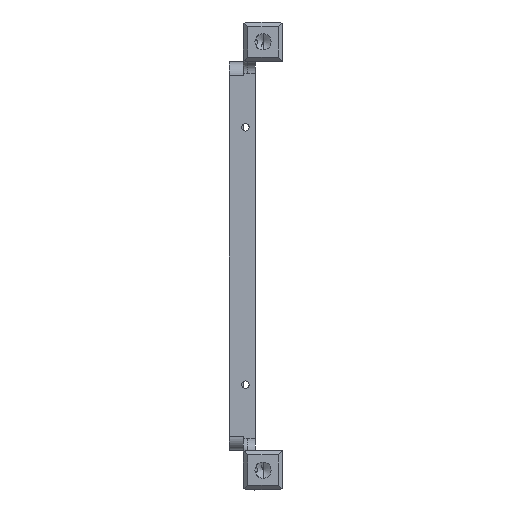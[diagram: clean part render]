
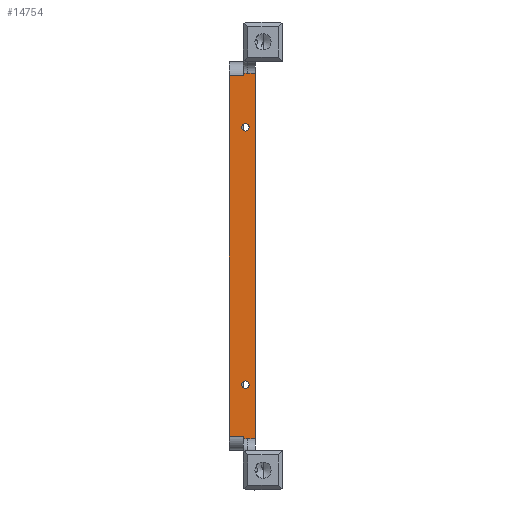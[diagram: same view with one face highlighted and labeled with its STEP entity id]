
A CAD part, front view. The second image highlights one B-rep face of the part: STEP entity #14754.
In plain terms, the highlighted planar face has unit normal (0, -1, 0).
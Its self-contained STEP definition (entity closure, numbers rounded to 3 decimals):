
#197 = FACE_BOUND ( 'NONE', #29502, .T. ) ;
#337 = DIRECTION ( 'NONE',  ( 0., 0., -1. ) ) ;
#575 = LINE ( 'NONE', #8732, #5870 ) ;
#964 = EDGE_CURVE ( 'NONE', #3117, #31015, #9161, .T. ) ;
#1415 = DIRECTION ( 'NONE',  ( 1., 0., 0. ) ) ;
#1439 = CARTESIAN_POINT ( 'NONE',  ( 2.6, -78.6, -39. ) ) ;
#1525 = DIRECTION ( 'NONE',  ( 0., -1., 0. ) ) ;
#2100 = VECTOR ( 'NONE', #24712, 1000. ) ;
#2173 = AXIS2_PLACEMENT_3D ( 'NONE', #8679, #11065, #21605 ) ;
#2482 = ORIENTED_EDGE ( 'NONE', *, *, #33528, .F. ) ;
#2626 = CARTESIAN_POINT ( 'NONE',  ( 0., -78.6, 39.146 ) ) ;
#2822 = LINE ( 'NONE', #30892, #11472 ) ;
#2889 = ORIENTED_EDGE ( 'NONE', *, *, #3431, .T. ) ;
#3117 = VERTEX_POINT ( 'NONE', #22649 ) ;
#3179 = AXIS2_PLACEMENT_3D ( 'NONE', #27887, #6951, #30922 ) ;
#3240 = CARTESIAN_POINT ( 'NONE',  ( 2.6, -78.6, 0. ) ) ;
#3294 = DIRECTION ( 'NONE',  ( 0., 0., -1. ) ) ;
#3415 = FACE_BOUND ( 'NONE', #5190, .T. ) ;
#3431 = EDGE_CURVE ( 'NONE', #25158, #20295, #28724, .T. ) ;
#4078 = VERTEX_POINT ( 'NONE', #16880 ) ;
#4190 = LINE ( 'NONE', #19497, #23573 ) ;
#4471 = CIRCLE ( 'NONE', #23493, 0.8 ) ;
#4775 = ORIENTED_EDGE ( 'NONE', *, *, #26723, .T. ) ;
#5190 = EDGE_LOOP ( 'NONE', ( #21842, #22806 ) ) ;
#5313 = VERTEX_POINT ( 'NONE', #15883 ) ;
#5870 = VECTOR ( 'NONE', #3294, 1000. ) ;
#6141 = DIRECTION ( 'NONE',  ( 0., 0., 1. ) ) ;
#6431 = EDGE_CURVE ( 'NONE', #13450, #18112, #15819, .T. ) ;
#6705 = CARTESIAN_POINT ( 'NONE',  ( -3., -78.6, -38.5 ) ) ;
#6913 = DIRECTION ( 'NONE',  ( 1., 0., 0. ) ) ;
#6951 = DIRECTION ( 'NONE',  ( 0., -1., 0. ) ) ;
#7005 = ORIENTED_EDGE ( 'NONE', *, *, #9580, .T. ) ;
#7451 = CARTESIAN_POINT ( 'NONE',  ( 0., -78.6, -39.146 ) ) ;
#7569 = ORIENTED_EDGE ( 'NONE', *, *, #6431, .T. ) ;
#7585 = DIRECTION ( 'NONE',  ( 0., 0., -1. ) ) ;
#7885 = DIRECTION ( 'NONE',  ( -1., 0., 0. ) ) ;
#8289 = DIRECTION ( 'NONE',  ( 0., 1., 0. ) ) ;
#8679 = CARTESIAN_POINT ( 'NONE',  ( 0.5, -78.6, 27.5 ) ) ;
#8732 = CARTESIAN_POINT ( 'NONE',  ( 2.6, -78.6, 0. ) ) ;
#8945 = VERTEX_POINT ( 'NONE', #21643 ) ;
#9151 = VERTEX_POINT ( 'NONE', #19966 ) ;
#9161 = CIRCLE ( 'NONE', #3179, 0.8 ) ;
#9162 = ORIENTED_EDGE ( 'NONE', *, *, #19141, .F. ) ;
#9261 = AXIS2_PLACEMENT_3D ( 'NONE', #18493, #8289, #28880 ) ;
#9398 = LINE ( 'NONE', #29989, #2100 ) ;
#9580 = EDGE_CURVE ( 'NONE', #26735, #5313, #9398, .T. ) ;
#10333 = CARTESIAN_POINT ( 'NONE',  ( 0.5, -78.6, -27.5 ) ) ;
#10419 = VERTEX_POINT ( 'NONE', #17633 ) ;
#10431 = LINE ( 'NONE', #20814, #19461 ) ;
#11065 = DIRECTION ( 'NONE',  ( 0., -1., 0. ) ) ;
#11227 = FACE_OUTER_BOUND ( 'NONE', #27290, .T. ) ;
#11305 = AXIS2_PLACEMENT_3D ( 'NONE', #27546, #22448, #32843 ) ;
#11472 = VECTOR ( 'NONE', #7585, 1000. ) ;
#11891 = DIRECTION ( 'NONE',  ( 0., 0., -1. ) ) ;
#12058 = AXIS2_PLACEMENT_3D ( 'NONE', #3240, #29781, #6141 ) ;
#13450 = VERTEX_POINT ( 'NONE', #2626 ) ;
#13715 = ORIENTED_EDGE ( 'NONE', *, *, #964, .F. ) ;
#13859 = DIRECTION ( 'NONE',  ( 1., 0., 0. ) ) ;
#13868 = EDGE_CURVE ( 'NONE', #20295, #23384, #29528, .T. ) ;
#14754 = ADVANCED_FACE ( 'NONE', ( #197, #11227, #3415 ), #29447, .F. ) ;
#15819 = LINE ( 'NONE', #23656, #28375 ) ;
#15854 = CIRCLE ( 'NONE', #25083, 0.8 ) ;
#15883 = CARTESIAN_POINT ( 'NONE',  ( -3., -78.6, -38.5 ) ) ;
#16876 = EDGE_CURVE ( 'NONE', #8945, #4078, #10431, .T. ) ;
#16880 = CARTESIAN_POINT ( 'NONE',  ( 1., -78.6, 39. ) ) ;
#16901 = ORIENTED_EDGE ( 'NONE', *, *, #20803, .F. ) ;
#17633 = CARTESIAN_POINT ( 'NONE',  ( 0., -78.6, -38.5 ) ) ;
#18112 = VERTEX_POINT ( 'NONE', #25719 ) ;
#18493 = CARTESIAN_POINT ( 'NONE',  ( 1., -78.6, 42.5 ) ) ;
#19105 = CARTESIAN_POINT ( 'NONE',  ( 0.5, -78.6, 28.3 ) ) ;
#19141 = EDGE_CURVE ( 'NONE', #31015, #3117, #25545, .T. ) ;
#19461 = VECTOR ( 'NONE', #7885, 1000. ) ;
#19497 = CARTESIAN_POINT ( 'NONE',  ( -3., -78.6, 38.5 ) ) ;
#19966 = CARTESIAN_POINT ( 'NONE',  ( 0.5, -78.6, -26.7 ) ) ;
#20295 = VERTEX_POINT ( 'NONE', #31143 ) ;
#20803 = EDGE_CURVE ( 'NONE', #26735, #18112, #4190, .T. ) ;
#20814 = CARTESIAN_POINT ( 'NONE',  ( 2.6, -78.6, 39. ) ) ;
#21605 = DIRECTION ( 'NONE',  ( 0., 0., -1. ) ) ;
#21643 = CARTESIAN_POINT ( 'NONE',  ( 2.6, -78.6, 39. ) ) ;
#21787 = VERTEX_POINT ( 'NONE', #27337 ) ;
#21842 = ORIENTED_EDGE ( 'NONE', *, *, #29896, .F. ) ;
#22448 = DIRECTION ( 'NONE',  ( 0., 1., 0. ) ) ;
#22649 = CARTESIAN_POINT ( 'NONE',  ( 0.5, -78.6, 26.7 ) ) ;
#22806 = ORIENTED_EDGE ( 'NONE', *, *, #25124, .F. ) ;
#22810 = EDGE_CURVE ( 'NONE', #5313, #10419, #24890, .T. ) ;
#23384 = VERTEX_POINT ( 'NONE', #25860 ) ;
#23493 = AXIS2_PLACEMENT_3D ( 'NONE', #24834, #1525, #11891 ) ;
#23573 = VECTOR ( 'NONE', #6913, 1000. ) ;
#23585 = EDGE_CURVE ( 'NONE', #4078, #13450, #30444, .T. ) ;
#23656 = CARTESIAN_POINT ( 'NONE',  ( 0., -78.6, 0. ) ) ;
#23898 = VECTOR ( 'NONE', #1415, 1000. ) ;
#23969 = ORIENTED_EDGE ( 'NONE', *, *, #22810, .T. ) ;
#24712 = DIRECTION ( 'NONE',  ( 0., 0., -1. ) ) ;
#24834 = CARTESIAN_POINT ( 'NONE',  ( 0.5, -78.6, -27.5 ) ) ;
#24856 = DIRECTION ( 'NONE',  ( 0., -1., 0. ) ) ;
#24890 = LINE ( 'NONE', #6705, #23898 ) ;
#25083 = AXIS2_PLACEMENT_3D ( 'NONE', #10333, #24856, #25664 ) ;
#25124 = EDGE_CURVE ( 'NONE', #9151, #21787, #15854, .T. ) ;
#25158 = VERTEX_POINT ( 'NONE', #7451 ) ;
#25504 = ORIENTED_EDGE ( 'NONE', *, *, #13868, .T. ) ;
#25545 = CIRCLE ( 'NONE', #2173, 0.8 ) ;
#25664 = DIRECTION ( 'NONE',  ( 0., 0., -1. ) ) ;
#25719 = CARTESIAN_POINT ( 'NONE',  ( 0., -78.6, 38.5 ) ) ;
#25860 = CARTESIAN_POINT ( 'NONE',  ( 2.6, -78.6, -39. ) ) ;
#26723 = EDGE_CURVE ( 'NONE', #10419, #25158, #2822, .T. ) ;
#26735 = VERTEX_POINT ( 'NONE', #33623 ) ;
#26770 = ORIENTED_EDGE ( 'NONE', *, *, #16876, .T. ) ;
#27290 = EDGE_LOOP ( 'NONE', ( #4775, #2889, #25504, #2482, #26770, #33306, #7569, #16901, #7005, #23969 ) ) ;
#27337 = CARTESIAN_POINT ( 'NONE',  ( 0.5, -78.6, -28.3 ) ) ;
#27546 = CARTESIAN_POINT ( 'NONE',  ( 1., -78.6, -42.5 ) ) ;
#27887 = CARTESIAN_POINT ( 'NONE',  ( 0.5, -78.6, 27.5 ) ) ;
#28375 = VECTOR ( 'NONE', #337, 1000. ) ;
#28724 = CIRCLE ( 'NONE', #11305, 3.5 ) ;
#28880 = DIRECTION ( 'NONE',  ( 0., 0., 1. ) ) ;
#29447 = PLANE ( 'NONE',  #12058 ) ;
#29502 = EDGE_LOOP ( 'NONE', ( #13715, #9162 ) ) ;
#29528 = LINE ( 'NONE', #1439, #31028 ) ;
#29781 = DIRECTION ( 'NONE',  ( 0., 1., 0. ) ) ;
#29896 = EDGE_CURVE ( 'NONE', #21787, #9151, #4471, .T. ) ;
#29989 = CARTESIAN_POINT ( 'NONE',  ( -3., -78.6, 0. ) ) ;
#30444 = CIRCLE ( 'NONE', #9261, 3.5 ) ;
#30892 = CARTESIAN_POINT ( 'NONE',  ( 0., -78.6, 0. ) ) ;
#30922 = DIRECTION ( 'NONE',  ( 0., 0., -1. ) ) ;
#31015 = VERTEX_POINT ( 'NONE', #19105 ) ;
#31028 = VECTOR ( 'NONE', #13859, 1000. ) ;
#31143 = CARTESIAN_POINT ( 'NONE',  ( 1., -78.6, -39. ) ) ;
#32843 = DIRECTION ( 'NONE',  ( 0., 0., 1. ) ) ;
#33306 = ORIENTED_EDGE ( 'NONE', *, *, #23585, .T. ) ;
#33528 = EDGE_CURVE ( 'NONE', #8945, #23384, #575, .T. ) ;
#33623 = CARTESIAN_POINT ( 'NONE',  ( -3., -78.6, 38.5 ) ) ;
